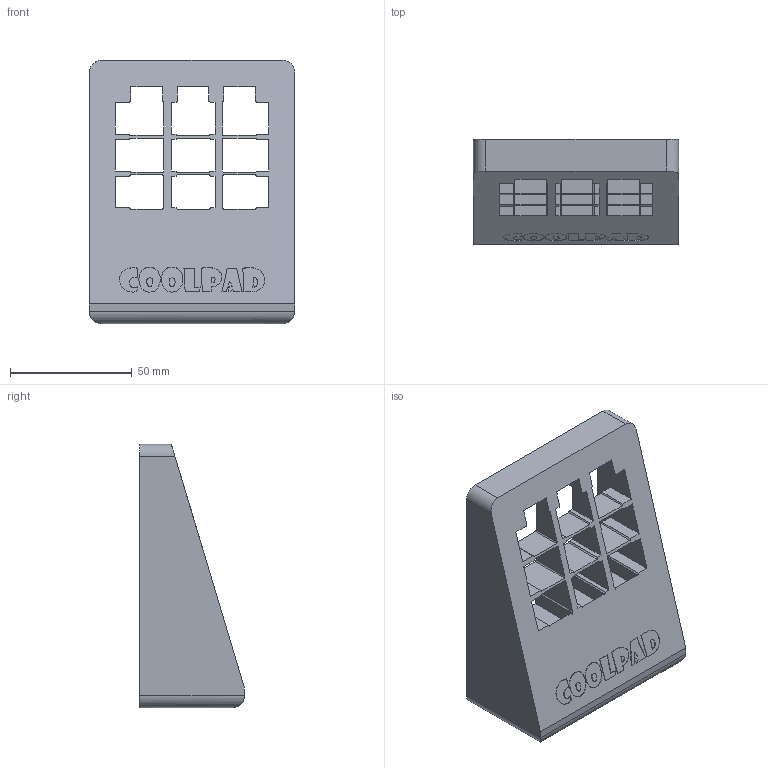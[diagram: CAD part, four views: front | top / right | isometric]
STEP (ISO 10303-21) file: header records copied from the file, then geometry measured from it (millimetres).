
FILE_DESCRIPTION(/* description */ (''),/* implementation_level */ '2;1');
FILE_NAME(/* name */ 'CoolPad_Case.step',/* time_stamp */ '2026-02-01T19:19:04-08:00',/* author */ (''),/* organization */ (''),/* preprocessor_version */ 'ST-DEVELOPER v20.1',/* originating_system */ 'Autodesk Translation Framework v14.24.0.0',/* authorisation */ '');
FILE_SCHEMA (('AUTOMOTIVE_DESIGN { 1 0 10303 214 3 1 1 }'));
Length unit declared in the file: millimetre
Products named in the file (2): 2026-01-27-20-55-09-246; 2026-01-27-20-59-03-702
Bounding box: 84.27 x 43 x 108.12 mm (x, y, z)
Volume: 158429.8 mm3; surface area: 37354 mm2
Topology: 1 solids, 1 shells, 256 faces, 694 edges, 460 vertices
Faces by surface type: plane 126, bspline 81, cylinder 49
Full cylindrical faces by diameter (mm): 3.4 x4, 6 x4
Entity records: 8869 total; most frequent: CARTESIAN_POINT 2790, ORIENTED_EDGE 1388, DIRECTION 984, EDGE_CURVE 694, VERTEX_POINT 460, LINE 436, VECTOR 436, EDGE_LOOP 294
